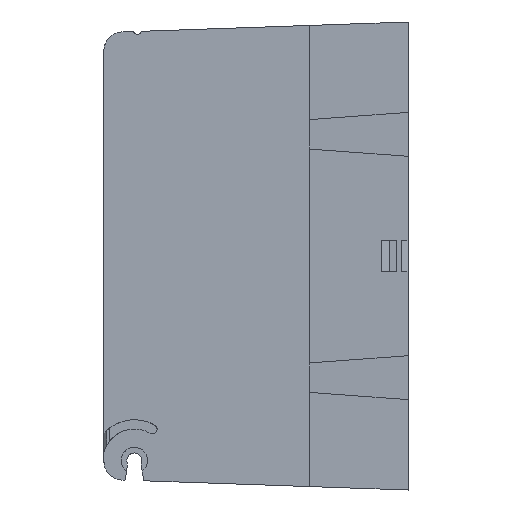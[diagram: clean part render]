
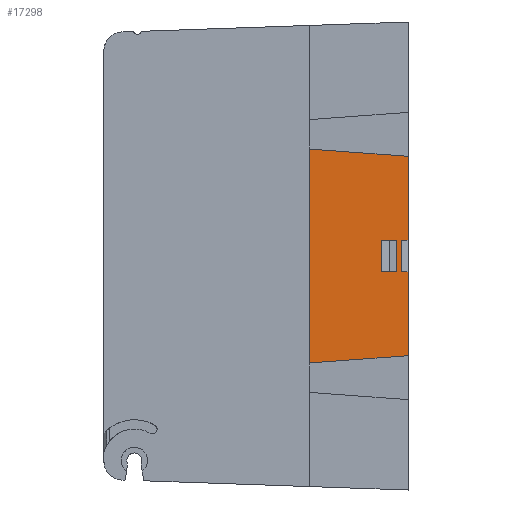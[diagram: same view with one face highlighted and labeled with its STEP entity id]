
A CAD part, left-side view. The second image highlights one B-rep face of the part: STEP entity #17298.
In plain terms, the highlighted face is planar.
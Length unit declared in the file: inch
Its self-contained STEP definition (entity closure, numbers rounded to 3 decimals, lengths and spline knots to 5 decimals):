
#81 = ORIENTED_EDGE ( 'NONE', *, *, #556, .F. ) ;
#106 = EDGE_CURVE ( 'NONE', #19441, #1626, #15718, .T. ) ;
#556 = EDGE_CURVE ( 'NONE', #14306, #1626, #12001, .T. ) ;
#568 = VERTEX_POINT ( 'NONE', #21523 ) ;
#1160 = VERTEX_POINT ( 'NONE', #21539 ) ;
#1453 = CARTESIAN_POINT ( 'NONE',  ( 0.8575, 0., 2.25 ) ) ;
#1570 = DIRECTION ( 'NONE',  ( 0., 0., 1. ) ) ;
#1626 = VERTEX_POINT ( 'NONE', #21399 ) ;
#1738 = VECTOR ( 'NONE', #11907, 39.37008 ) ;
#1762 = VECTOR ( 'NONE', #4577, 39.37008 ) ;
#1986 = LINE ( 'NONE', #13157, #14310 ) ;
#2737 = ORIENTED_EDGE ( 'NONE', *, *, #10501, .T. ) ;
#3029 = CARTESIAN_POINT ( 'NONE',  ( 0.8575, 0., -0.17 ) ) ;
#3068 = ORIENTED_EDGE ( 'NONE', *, *, #11733, .F. ) ;
#3148 = CARTESIAN_POINT ( 'NONE',  ( 0.8575, 0.2816, 0.17 ) ) ;
#3308 = CARTESIAN_POINT ( 'NONE',  ( 0.8575, 0., 2.25 ) ) ;
#3319 = CARTESIAN_POINT ( 'NONE',  ( 0.8575, 0.12, -0.17 ) ) ;
#3373 = PLANE ( 'NONE',  #21064 ) ;
#3378 = LINE ( 'NONE', #23753, #17931 ) ;
#3825 = EDGE_CURVE ( 'NONE', #19227, #6474, #18078, .T. ) ;
#4456 = CARTESIAN_POINT ( 'NONE',  ( 0.8575, 0.80261, -1.12449 ) ) ;
#4577 = DIRECTION ( 'NONE',  ( 0., 1., 0. ) ) ;
#5006 = CARTESIAN_POINT ( 'NONE',  ( 0.8575, 0., 0.17 ) ) ;
#5188 = VECTOR ( 'NONE', #17679, 39.37008 ) ;
#5194 = DIRECTION ( 'NONE',  ( 0., 1., 0. ) ) ;
#5200 = CARTESIAN_POINT ( 'NONE',  ( 0.8575, 0., 1.065 ) ) ;
#5245 = VERTEX_POINT ( 'NONE', #22534 ) ;
#5446 = CARTESIAN_POINT ( 'NONE',  ( 0.8575, 0., -0.17 ) ) ;
#6382 = LINE ( 'NONE', #8055, #1762 ) ;
#6474 = VERTEX_POINT ( 'NONE', #8021 ) ;
#7801 = DIRECTION ( 'NONE',  ( 0., 0., 1. ) ) ;
#8021 = CARTESIAN_POINT ( 'NONE',  ( 0.8575, 0.12, 0.17 ) ) ;
#8055 = CARTESIAN_POINT ( 'NONE',  ( 0.8575, 0.2816, -0.17 ) ) ;
#8090 = VECTOR ( 'NONE', #9433, 39.37008 ) ;
#8156 = CARTESIAN_POINT ( 'NONE',  ( 0.8575, 0.07, -0.17 ) ) ;
#8789 = DIRECTION ( 'NONE',  ( 0., 0., -1. ) ) ;
#8905 = DIRECTION ( 'NONE',  ( 1., 0., 0. ) ) ;
#9427 = ORIENTED_EDGE ( 'NONE', *, *, #23815, .F. ) ;
#9433 = DIRECTION ( 'NONE',  ( 0., 1., 0. ) ) ;
#9453 = DIRECTION ( 'NONE',  ( 0., -0.997, -0.074 ) ) ;
#9475 = CARTESIAN_POINT ( 'NONE',  ( 0.8575, 0.2816, 0.17 ) ) ;
#10345 = FACE_BOUND ( 'NONE', #15701, .T. ) ;
#10501 = EDGE_CURVE ( 'NONE', #6474, #17926, #16148, .T. ) ;
#10641 = DIRECTION ( 'NONE',  ( 0., 0., -1. ) ) ;
#10870 = VECTOR ( 'NONE', #14885, 39.37008 ) ;
#10889 = ORIENTED_EDGE ( 'NONE', *, *, #14833, .T. ) ;
#10971 = CARTESIAN_POINT ( 'NONE',  ( 0.8575, 0.07, -0.17 ) ) ;
#11528 = VERTEX_POINT ( 'NONE', #23523 ) ;
#11545 = VERTEX_POINT ( 'NONE', #5200 ) ;
#11651 = ORIENTED_EDGE ( 'NONE', *, *, #17320, .T. ) ;
#11733 = EDGE_CURVE ( 'NONE', #19227, #11528, #6382, .T. ) ;
#11907 = DIRECTION ( 'NONE',  ( 0., -0.997, 0.074 ) ) ;
#12001 = LINE ( 'NONE', #8156, #5188 ) ;
#12149 = CARTESIAN_POINT ( 'NONE',  ( 0.8575, 1.05, 2.21333 ) ) ;
#12333 = ORIENTED_EDGE ( 'NONE', *, *, #3825, .T. ) ;
#12890 = ORIENTED_EDGE ( 'NONE', *, *, #20756, .F. ) ;
#13157 = CARTESIAN_POINT ( 'NONE',  ( 0.8575, 0., 1.065 ) ) ;
#14306 = VERTEX_POINT ( 'NONE', #10971 ) ;
#14310 = VECTOR ( 'NONE', #9453, 39.37008 ) ;
#14360 = LINE ( 'NONE', #3308, #19728 ) ;
#14689 = EDGE_CURVE ( 'NONE', #11528, #17926, #3378, .T. ) ;
#14833 = EDGE_CURVE ( 'NONE', #1160, #568, #20707, .T. ) ;
#14885 = DIRECTION ( 'NONE',  ( 0., 0., 1. ) ) ;
#15523 = ORIENTED_EDGE ( 'NONE', *, *, #106, .T. ) ;
#15701 = EDGE_LOOP ( 'NONE', ( #3068, #12333, #2737, #19093 ) ) ;
#15718 = LINE ( 'NONE', #5006, #18529 ) ;
#16148 = LINE ( 'NONE', #3148, #19814 ) ;
#16456 = VECTOR ( 'NONE', #8789, 39.37008 ) ;
#17006 = LINE ( 'NONE', #5446, #8090 ) ;
#17298 = ADVANCED_FACE ( 'NONE', ( #17699, #10345 ), #3373, .T. ) ;
#17320 = EDGE_CURVE ( 'NONE', #11545, #19441, #17950, .T. ) ;
#17679 = DIRECTION ( 'NONE',  ( 0., 0., 1. ) ) ;
#17699 = FACE_OUTER_BOUND ( 'NONE', #19881, .T. ) ;
#17926 = VERTEX_POINT ( 'NONE', #9475 ) ;
#17931 = VECTOR ( 'NONE', #1570, 39.37008 ) ;
#17950 = LINE ( 'NONE', #1453, #16456 ) ;
#18078 = LINE ( 'NONE', #18769, #10870 ) ;
#18529 = VECTOR ( 'NONE', #19839, 39.37008 ) ;
#18769 = CARTESIAN_POINT ( 'NONE',  ( 0.8575, 0.12, -0.17 ) ) ;
#19093 = ORIENTED_EDGE ( 'NONE', *, *, #14689, .F. ) ;
#19227 = VERTEX_POINT ( 'NONE', #3319 ) ;
#19253 = ORIENTED_EDGE ( 'NONE', *, *, #19328, .T. ) ;
#19328 = EDGE_CURVE ( 'NONE', #568, #11545, #1986, .T. ) ;
#19441 = VERTEX_POINT ( 'NONE', #22705 ) ;
#19728 = VECTOR ( 'NONE', #10641, 39.37008 ) ;
#19814 = VECTOR ( 'NONE', #5194, 39.37008 ) ;
#19839 = DIRECTION ( 'NONE',  ( 0., 1., 0. ) ) ;
#19881 = EDGE_LOOP ( 'NONE', ( #12890, #22842, #9427, #10889, #19253, #11651, #15523, #81 ) ) ;
#20707 = LINE ( 'NONE', #22036, #22948 ) ;
#20756 = EDGE_CURVE ( 'NONE', #21008, #14306, #17006, .T. ) ;
#20958 = LINE ( 'NONE', #4456, #1738 ) ;
#21008 = VERTEX_POINT ( 'NONE', #3029 ) ;
#21064 = AXIS2_PLACEMENT_3D ( 'NONE', #12149, #8905, #23747 ) ;
#21399 = CARTESIAN_POINT ( 'NONE',  ( 0.8575, 0.07, 0.17 ) ) ;
#21523 = CARTESIAN_POINT ( 'NONE',  ( 0.8575, 1.05, 1.14282 ) ) ;
#21539 = CARTESIAN_POINT ( 'NONE',  ( 0.8575, 1.05, -1.14282 ) ) ;
#21669 = EDGE_CURVE ( 'NONE', #21008, #5245, #14360, .T. ) ;
#22036 = CARTESIAN_POINT ( 'NONE',  ( 0.8575, 1.05, -2.21333 ) ) ;
#22534 = CARTESIAN_POINT ( 'NONE',  ( 0.8575, 0., -1.065 ) ) ;
#22705 = CARTESIAN_POINT ( 'NONE',  ( 0.8575, 0., 0.17 ) ) ;
#22842 = ORIENTED_EDGE ( 'NONE', *, *, #21669, .T. ) ;
#22948 = VECTOR ( 'NONE', #7801, 39.37008 ) ;
#23523 = CARTESIAN_POINT ( 'NONE',  ( 0.8575, 0.2816, -0.17 ) ) ;
#23747 = DIRECTION ( 'NONE',  ( 0., 0., -1. ) ) ;
#23753 = CARTESIAN_POINT ( 'NONE',  ( 0.8575, 0.2816, -0.17 ) ) ;
#23815 = EDGE_CURVE ( 'NONE', #1160, #5245, #20958, .T. ) ;
